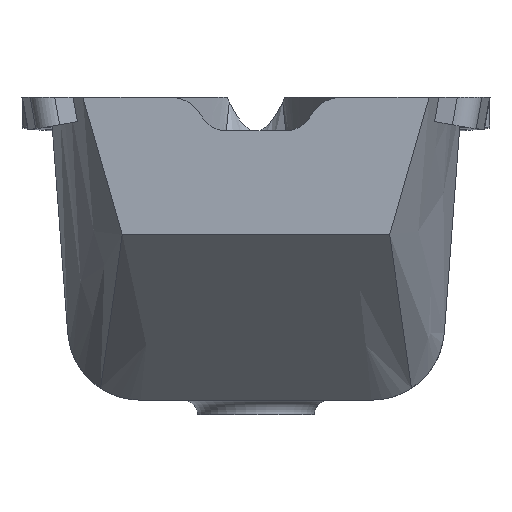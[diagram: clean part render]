
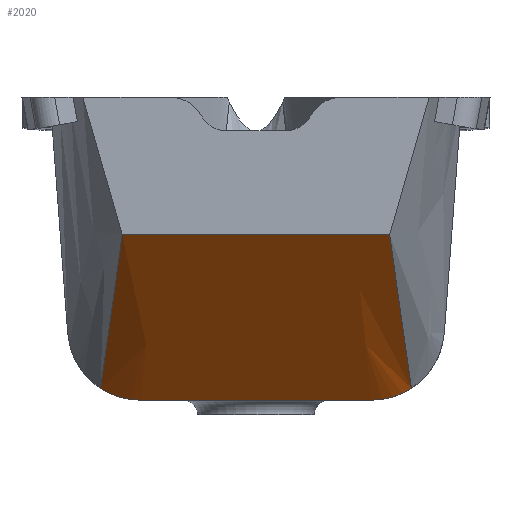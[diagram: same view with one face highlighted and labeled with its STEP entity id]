
A CAD part, front view. The second image highlights one B-rep face of the part: STEP entity #2020.
In plain terms, the highlighted free-form (B-spline) face has degree [3, 3] with [8, 4] control points.
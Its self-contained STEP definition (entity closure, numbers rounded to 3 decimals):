
#148=CIRCLE('',#2162,15.);
#149=CIRCLE('',#2163,15.);
#160=LINE('',#3350,#348);
#161=LINE('',#3353,#349);
#231=LINE('',#3757,#419);
#251=LINE('',#3864,#439);
#308=LINE('',#4289,#496);
#348=VECTOR('',#2218,10.);
#349=VECTOR('',#2221,10.);
#419=VECTOR('',#2367,10.);
#439=VECTOR('',#2407,47.338);
#496=VECTOR('',#2518,47.338);
#617=FACE_OUTER_BOUND('',#721,.T.);
#721=EDGE_LOOP('',(#1854,#1855,#1856,#1857,#1858,#1859,#1860));
#822=VERTEX_POINT('',#3340);
#825=VERTEX_POINT('',#3348);
#826=VERTEX_POINT('',#3352);
#919=VERTEX_POINT('',#3754);
#920=VERTEX_POINT('',#3756);
#937=VERTEX_POINT('',#3862);
#976=VERTEX_POINT('',#4288);
#1030=EDGE_CURVE('',#825,#822,#160,.T.);
#1031=EDGE_CURVE('',#822,#826,#161,.T.);
#1144=EDGE_CURVE('',#920,#919,#231,.T.);
#1173=EDGE_CURVE('',#919,#937,#251,.T.);
#1252=EDGE_CURVE('',#920,#976,#308,.T.);
#1291=EDGE_CURVE('',#826,#937,#148,.T.);
#1292=EDGE_CURVE('',#976,#825,#149,.T.);
#1854=ORIENTED_EDGE('',*,*,#1144,.T.);
#1855=ORIENTED_EDGE('',*,*,#1173,.T.);
#1856=ORIENTED_EDGE('',*,*,#1291,.F.);
#1857=ORIENTED_EDGE('',*,*,#1031,.F.);
#1858=ORIENTED_EDGE('',*,*,#1030,.F.);
#1859=ORIENTED_EDGE('',*,*,#1292,.F.);
#1860=ORIENTED_EDGE('',*,*,#1252,.F.);
#1928=B_SPLINE_SURFACE_WITH_KNOTS('',3,3,((#4720,#4721,#4722,#4723),(#4724,
#4725,#4726,#4727),(#4728,#4729,#4730,#4731),(#4732,#4733,#4734,#4735),
(#4736,#4737,#4738,#4739),(#4740,#4741,#4742,#4743),(#4744,#4745,#4746,
#4747),(#4748,#4749,#4750,#4751)),.UNSPECIFIED.,.F.,.F.,.F.,(4,2,2,4),(4,
4),(0.,0.134,0.866,1.),(0.,1.),.UNSPECIFIED.);
#2020=ADVANCED_FACE('',(#617),#1928,.T.);
#2162=AXIS2_PLACEMENT_3D('',#4752,#2578,#2579);
#2163=AXIS2_PLACEMENT_3D('',#4753,#2580,#2581);
#2218=DIRECTION('',(-1.,0.,0.));
#2221=DIRECTION('',(-1.,0.,0.));
#2367=DIRECTION('',(-1.,0.,0.));
#2407=DIRECTION('',(-0.095,0.739,-0.667));
#2518=DIRECTION('',(0.095,0.739,-0.667));
#2578=DIRECTION('center_axis',(0.,1.,0.));
#2579=DIRECTION('ref_axis',(0.,0.,-1.));
#2580=DIRECTION('center_axis',(0.,1.,0.));
#2581=DIRECTION('ref_axis',(0.997,0.,-0.075));
#3340=CARTESIAN_POINT('',(0.,35.,-31.312));
#3348=CARTESIAN_POINT('',(23.781,35.,-31.312));
#3350=CARTESIAN_POINT('',(23.781,35.,-31.312));
#3352=CARTESIAN_POINT('',(-23.781,35.,-31.312));
#3353=CARTESIAN_POINT('',(23.781,35.,-31.312));
#3754=CARTESIAN_POINT('',(-27.5,0.,2.688));
#3756=CARTESIAN_POINT('',(27.5,0.,2.688));
#3757=CARTESIAN_POINT('',(-27.5,0.,2.688));
#3862=CARTESIAN_POINT('',(-31.989,35.,-28.867));
#3864=CARTESIAN_POINT('',(-27.5,0.,2.688));
#4288=CARTESIAN_POINT('',(31.989,35.,-28.867));
#4289=CARTESIAN_POINT('',(27.5,0.,2.688));
#4720=CARTESIAN_POINT('Ctrl Pts',(27.5,0.,2.688));
#4721=CARTESIAN_POINT('Ctrl Pts',(28.996,11.667,-7.83));
#4722=CARTESIAN_POINT('Ctrl Pts',(30.493,23.333,-18.349));
#4723=CARTESIAN_POINT('Ctrl Pts',(31.989,35.,-28.867));
#4724=CARTESIAN_POINT('Ctrl Pts',(25.048,0.,2.688));
#4725=CARTESIAN_POINT('Ctrl Pts',(26.554,11.667,-8.361));
#4726=CARTESIAN_POINT('Ctrl Pts',(28.059,23.333,-19.403));
#4727=CARTESIAN_POINT('Ctrl Pts',(29.566,35.,-30.451));
#4728=CARTESIAN_POINT('Ctrl Pts',(22.595,0.,2.688));
#4729=CARTESIAN_POINT('Ctrl Pts',(23.956,11.667,-8.646));
#4730=CARTESIAN_POINT('Ctrl Pts',(25.316,23.333,-19.98));
#4731=CARTESIAN_POINT('Ctrl Pts',(26.677,35.,-31.314));
#4732=CARTESIAN_POINT('Ctrl Pts',(6.714,0.,2.688));
#4733=CARTESIAN_POINT('Ctrl Pts',(7.118,11.667,-8.645));
#4734=CARTESIAN_POINT('Ctrl Pts',(7.52,23.333,-19.974));
#4735=CARTESIAN_POINT('Ctrl Pts',(7.924,35.,-31.307));
#4736=CARTESIAN_POINT('Ctrl Pts',(-6.714,0.,2.688));
#4737=CARTESIAN_POINT('Ctrl Pts',(-7.118,11.667,-8.645));
#4738=CARTESIAN_POINT('Ctrl Pts',(-7.52,23.333,-19.974));
#4739=CARTESIAN_POINT('Ctrl Pts',(-7.924,35.,-31.307));
#4740=CARTESIAN_POINT('Ctrl Pts',(-22.595,0.,2.688));
#4741=CARTESIAN_POINT('Ctrl Pts',(-23.956,11.667,-8.646));
#4742=CARTESIAN_POINT('Ctrl Pts',(-25.316,23.333,-19.98));
#4743=CARTESIAN_POINT('Ctrl Pts',(-26.677,35.,-31.314));
#4744=CARTESIAN_POINT('Ctrl Pts',(-25.048,0.,2.688));
#4745=CARTESIAN_POINT('Ctrl Pts',(-26.554,11.667,-8.361));
#4746=CARTESIAN_POINT('Ctrl Pts',(-28.059,23.333,-19.403));
#4747=CARTESIAN_POINT('Ctrl Pts',(-29.566,35.,-30.451));
#4748=CARTESIAN_POINT('Ctrl Pts',(-27.5,0.,2.688));
#4749=CARTESIAN_POINT('Ctrl Pts',(-28.996,11.667,-7.83));
#4750=CARTESIAN_POINT('Ctrl Pts',(-30.493,23.333,-18.349));
#4751=CARTESIAN_POINT('Ctrl Pts',(-31.989,35.,-28.867));
#4752=CARTESIAN_POINT('Origin',(-23.781,35.,-16.312));
#4753=CARTESIAN_POINT('Origin',(23.781,35.,-16.312));
